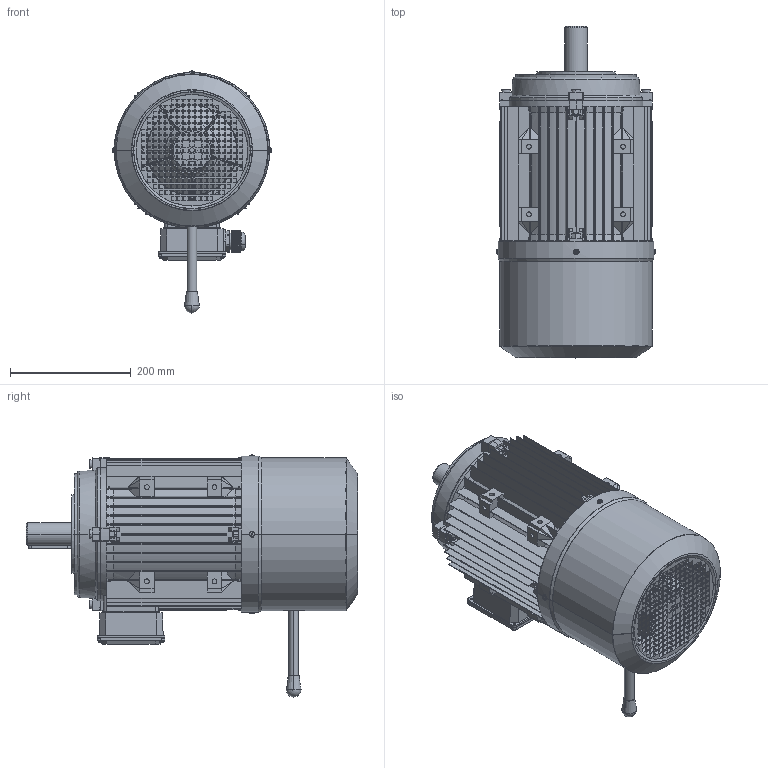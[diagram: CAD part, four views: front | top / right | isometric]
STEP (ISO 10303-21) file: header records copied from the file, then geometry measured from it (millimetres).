
FILE_DESCRIPTION (( 'STEP AP203' ), '1' );
FILE_NAME ('MSB132M B14俋倛芞.STEP', '2012-12-30T01:20:41', ( 'USER' ), ( 'MS' ), 'SwSTEP 2.0', 'SolidWorks 2008', '' );
FILE_SCHEMA (( 'CONFIG_CONTROL_DESIGN' ));
Length unit declared in the file: millimetre
Products named in the file (14): MSB132后盖_默认; 132风叶_默认; MS132接线盒座_默认; MS132接线盒盖_默认; MSB132M B14俋倛芞; 132M机壳_默认; 112-132出线螺套_默认; 132諉盄碟釱蹟隊_GB_CROSS_SCREWS_TYPE1 M4X6-6  H type-N; 132油封_默认; 132B14盖_默认; MSB132风罩_默认; 内六角圆柱头螺栓M7_默认; 132机壳螺母_默认; 风罩螺钉M5_默认
Assembly tree (36 placements, depth 2):
  MSB132M B14俋倛芞
    内六角圆柱头螺栓M7_默认  x8
    MS132接线盒盖_默认
    132諉盄碟釱蹟隊_GB_CROSS_SCREWS_TYPE1 M4X6-6  H type-N  x4
    132机壳螺母_默认  x10
    风罩螺钉M5_默认  x4
    MSB132风罩_默认
    112-132出线螺套_默认  x2
    MSB132后盖_默认
    132M机壳_默认
    132风叶_默认
    132油封_默认
    132B14盖_默认
    MS132接线盒座_默认
Bounding box: 262.46 x 549.55 x 400.83 mm (x, y, z)
Volume: 3042584 mm3; surface area: 1610631.5 mm2
Topology: 39 solids, 39 shells, 3616 faces, 9635 edges, 6180 vertices
Faces by surface type: plane 2584, cylinder 600, cone 334, torus 72, sphere 26
Entity records: 91169 total; most frequent: CARTESIAN_POINT 19119, ORIENTED_EDGE 14932, DIRECTION 13612, EDGE_CURVE 7466, VECTOR 5452, LINE 5452, VERTEX_POINT 4843, AXIS2_PLACEMENT_3D 4080
